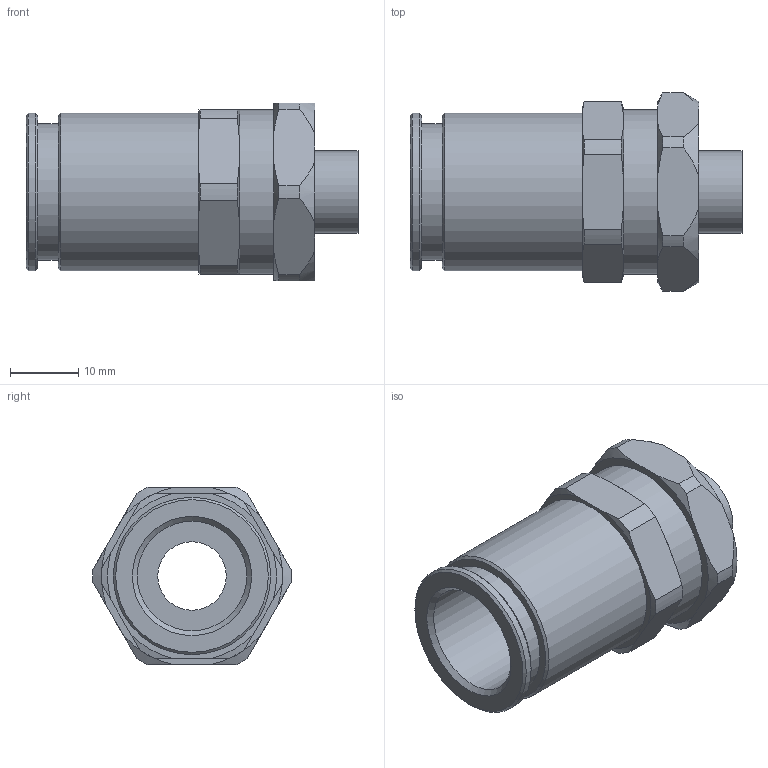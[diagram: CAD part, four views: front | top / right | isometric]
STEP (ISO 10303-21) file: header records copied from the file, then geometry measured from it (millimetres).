
FILE_DESCRIPTION( ( 'STEP AP214' ), '1' );
FILE_NAME( '6117-12N.stp', '2018-12-14T19:46:23', ( '' ), ( '' ), ' ', 'PARTsolutions', ' ' );
FILE_SCHEMA( ( 'AUTOMOTIVE_DESIGN { 1 0 10303 214 1 1 1 1 }' ) );
Length unit declared in the file: millimetre
Products named in the file (1): _6117-12N
Bounding box: 48.5 x 28.99 x 26 mm (x, y, z)
Volume: 10640.8 mm3; surface area: 7606 mm2
Topology: 1 solids, 1 shells, 69 faces, 169 edges, 109 vertices
Faces by surface type: cone 28, plane 21, cylinder 20
Full cylindrical faces by diameter (mm): 10 x1, 12 x1, 16 x1, 18.5 x1, 20 x1, 23 x2, 24 x1
Entity records: 2694 total; most frequent: CARTESIAN_POINT 572, DIRECTION 316, ORIENTED_EDGE 314, EDGE_CURVE 157, AXIS2_PLACEMENT_3D 137, VERTEX_POINT 109, EDGE_LOOP 90, FACE_OUTER_BOUND 77
